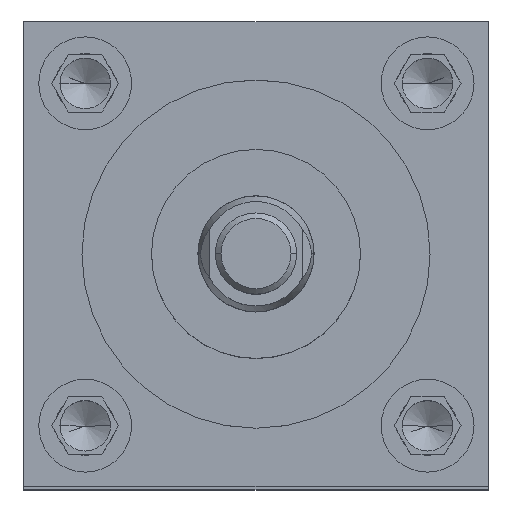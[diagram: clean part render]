
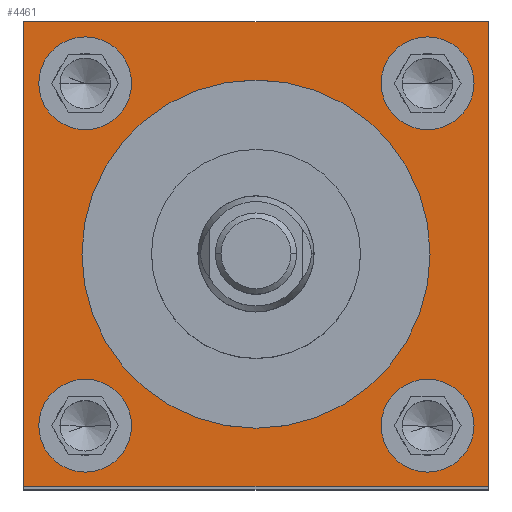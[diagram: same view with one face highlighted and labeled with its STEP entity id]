
A CAD part, top view. The second image highlights one B-rep face of the part: STEP entity #4461.
In plain terms, the highlighted planar face has unit normal (0, 0, 1).
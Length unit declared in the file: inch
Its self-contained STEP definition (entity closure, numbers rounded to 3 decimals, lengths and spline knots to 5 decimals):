
#43 = EDGE_CURVE ( 'NONE', #3245, #6058, #3021, .T. ) ;
#74 = CIRCLE ( 'NONE', #1319, 0.25 ) ;
#130 = AXIS2_PLACEMENT_3D ( 'NONE', #5169, #4633, #1485 ) ;
#133 = LINE ( 'NONE', #1295, #3887 ) ;
#149 = CARTESIAN_POINT ( 'NONE',  ( -0.67, 0.92, 11.625 ) ) ;
#202 = DIRECTION ( 'NONE',  ( 0., 0., 1. ) ) ;
#296 = FACE_OUTER_BOUND ( 'NONE', #3445, .T. ) ;
#310 = CARTESIAN_POINT ( 'NONE',  ( 0., 0., 11.625 ) ) ;
#334 = AXIS2_PLACEMENT_3D ( 'NONE', #2492, #6280, #5759 ) ;
#348 = AXIS2_PLACEMENT_3D ( 'NONE', #6122, #651, #6579 ) ;
#393 = FACE_BOUND ( 'NONE', #4210, .T. ) ;
#475 = DIRECTION ( 'NONE',  ( 1., 0., 0. ) ) ;
#623 = DIRECTION ( 'NONE',  ( 1., 0., 0. ) ) ;
#651 = DIRECTION ( 'NONE',  ( 0., 0., 1. ) ) ;
#656 = CARTESIAN_POINT ( 'NONE',  ( -0.67, -0.924, 11.625 ) ) ;
#657 = CARTESIAN_POINT ( 'NONE',  ( -1.17, -0.924, 11.625 ) ) ;
#738 = CARTESIAN_POINT ( 'NONE',  ( -1.17, 0.92, 11.625 ) ) ;
#767 = VERTEX_POINT ( 'NONE', #5876 ) ;
#878 = ORIENTED_EDGE ( 'NONE', *, *, #1246, .F. ) ;
#912 = EDGE_CURVE ( 'NONE', #7027, #4902, #2153, .T. ) ;
#1006 = CARTESIAN_POINT ( 'NONE',  ( 1.174, 0.92, 11.625 ) ) ;
#1094 = EDGE_CURVE ( 'NONE', #4713, #1719, #5678, .T. ) ;
#1230 = AXIS2_PLACEMENT_3D ( 'NONE', #3345, #202, #6199 ) ;
#1246 = EDGE_CURVE ( 'NONE', #767, #3072, #74, .T. ) ;
#1295 = CARTESIAN_POINT ( 'NONE',  ( -1.25, -1.25, 11.625 ) ) ;
#1319 = AXIS2_PLACEMENT_3D ( 'NONE', #2034, #3702, #4783 ) ;
#1390 = VERTEX_POINT ( 'NONE', #1588 ) ;
#1431 = ORIENTED_EDGE ( 'NONE', *, *, #2781, .T. ) ;
#1447 = FACE_BOUND ( 'NONE', #4836, .T. ) ;
#1481 = CIRCLE ( 'NONE', #2860, 0.25 ) ;
#1485 = DIRECTION ( 'NONE',  ( 1., 0., 0. ) ) ;
#1513 = VERTEX_POINT ( 'NONE', #738 ) ;
#1588 = CARTESIAN_POINT ( 'NONE',  ( -0.9375, 0., 11.625 ) ) ;
#1593 = DIRECTION ( 'NONE',  ( 1., 0., 0. ) ) ;
#1613 = DIRECTION ( 'NONE',  ( 0., 0., 1. ) ) ;
#1667 = ORIENTED_EDGE ( 'NONE', *, *, #3231, .F. ) ;
#1719 = VERTEX_POINT ( 'NONE', #2371 ) ;
#1727 = DIRECTION ( 'NONE',  ( 0., -1., 0. ) ) ;
#1880 = VECTOR ( 'NONE', #5707, 39.37008 ) ;
#1881 = CIRCLE ( 'NONE', #2450, 0.25 ) ;
#1982 = VERTEX_POINT ( 'NONE', #2714 ) ;
#2034 = CARTESIAN_POINT ( 'NONE',  ( 0.924, 0.92, 11.625 ) ) ;
#2088 = CARTESIAN_POINT ( 'NONE',  ( -0.92, 0.92, 11.625 ) ) ;
#2153 = LINE ( 'NONE', #4327, #6996 ) ;
#2165 = ORIENTED_EDGE ( 'NONE', *, *, #6713, .F. ) ;
#2205 = ORIENTED_EDGE ( 'NONE', *, *, #3577, .F. ) ;
#2314 = VERTEX_POINT ( 'NONE', #149 ) ;
#2371 = CARTESIAN_POINT ( 'NONE',  ( -1.25, 1.25, 11.625 ) ) ;
#2429 = DIRECTION ( 'NONE',  ( -1., 0., 0. ) ) ;
#2435 = ORIENTED_EDGE ( 'NONE', *, *, #5026, .F. ) ;
#2450 = AXIS2_PLACEMENT_3D ( 'NONE', #3343, #5071, #4502 ) ;
#2458 = FACE_BOUND ( 'NONE', #2533, .T. ) ;
#2492 = CARTESIAN_POINT ( 'NONE',  ( 0.924, -0.924, 11.625 ) ) ;
#2493 = DIRECTION ( 'NONE',  ( 0., 0., -1. ) ) ;
#2518 = CARTESIAN_POINT ( 'NONE',  ( 1.25, -1.25, 11.625 ) ) ;
#2533 = EDGE_LOOP ( 'NONE', ( #1667, #2165 ) ) ;
#2596 = CIRCLE ( 'NONE', #334, 0.25 ) ;
#2624 = ORIENTED_EDGE ( 'NONE', *, *, #912, .T. ) ;
#2714 = CARTESIAN_POINT ( 'NONE',  ( 0.674, -0.924, 11.625 ) ) ;
#2741 = ORIENTED_EDGE ( 'NONE', *, *, #6282, .T. ) ;
#2781 = EDGE_CURVE ( 'NONE', #1719, #7027, #133, .T. ) ;
#2860 = AXIS2_PLACEMENT_3D ( 'NONE', #2088, #3189, #1593 ) ;
#3021 = CIRCLE ( 'NONE', #6993, 0.25 ) ;
#3072 = VERTEX_POINT ( 'NONE', #1006 ) ;
#3189 = DIRECTION ( 'NONE',  ( 0., 0., 1. ) ) ;
#3231 = EDGE_CURVE ( 'NONE', #6291, #1982, #1881, .T. ) ;
#3245 = VERTEX_POINT ( 'NONE', #657 ) ;
#3343 = CARTESIAN_POINT ( 'NONE',  ( 0.924, -0.924, 11.625 ) ) ;
#3345 = CARTESIAN_POINT ( 'NONE',  ( 0.924, 0.92, 11.625 ) ) ;
#3375 = CIRCLE ( 'NONE', #4072, 0.9375 ) ;
#3386 = CIRCLE ( 'NONE', #1230, 0.25 ) ;
#3388 = VECTOR ( 'NONE', #6964, 39.37008 ) ;
#3442 = CARTESIAN_POINT ( 'NONE',  ( 1.25, 1.25, 11.625 ) ) ;
#3445 = EDGE_LOOP ( 'NONE', ( #1431, #2624, #2741, #5581 ) ) ;
#3577 = EDGE_CURVE ( 'NONE', #5228, #1390, #3904, .T. ) ;
#3591 = CARTESIAN_POINT ( 'NONE',  ( -1.25, 1.25, 11.625 ) ) ;
#3642 = AXIS2_PLACEMENT_3D ( 'NONE', #3591, #2493, #2429 ) ;
#3664 = CARTESIAN_POINT ( 'NONE',  ( 1.174, -0.924, 11.625 ) ) ;
#3702 = DIRECTION ( 'NONE',  ( 0., 0., 1. ) ) ;
#3840 = EDGE_CURVE ( 'NONE', #3072, #767, #3386, .T. ) ;
#3887 = VECTOR ( 'NONE', #1727, 39.37008 ) ;
#3904 = CIRCLE ( 'NONE', #5725, 0.9375 ) ;
#4003 = CARTESIAN_POINT ( 'NONE',  ( -1.25, 1.25, 11.625 ) ) ;
#4004 = EDGE_LOOP ( 'NONE', ( #5823, #5816 ) ) ;
#4072 = AXIS2_PLACEMENT_3D ( 'NONE', #5974, #1613, #5457 ) ;
#4210 = EDGE_LOOP ( 'NONE', ( #4908, #878 ) ) ;
#4211 = EDGE_LOOP ( 'NONE', ( #2435, #6209 ) ) ;
#4327 = CARTESIAN_POINT ( 'NONE',  ( -1.25, -1.25, 11.625 ) ) ;
#4358 = EDGE_CURVE ( 'NONE', #1513, #2314, #6705, .T. ) ;
#4421 = EDGE_CURVE ( 'NONE', #6058, #3245, #4787, .T. ) ;
#4461 = ADVANCED_FACE ( 'NONE', ( #2458, #393, #5200, #5140, #1447, #296 ), #6283, .F. ) ;
#4502 = DIRECTION ( 'NONE',  ( 1., 0., 0. ) ) ;
#4633 = DIRECTION ( 'NONE',  ( 0., 0., 1. ) ) ;
#4713 = VERTEX_POINT ( 'NONE', #3442 ) ;
#4777 = CARTESIAN_POINT ( 'NONE',  ( 1.25, -1.25, 11.625 ) ) ;
#4783 = DIRECTION ( 'NONE',  ( 1., 0., 0. ) ) ;
#4787 = CIRCLE ( 'NONE', #130, 0.25 ) ;
#4836 = EDGE_LOOP ( 'NONE', ( #2205, #5295 ) ) ;
#4902 = VERTEX_POINT ( 'NONE', #2518 ) ;
#4908 = ORIENTED_EDGE ( 'NONE', *, *, #3840, .F. ) ;
#4979 = DIRECTION ( 'NONE',  ( 0., 0., 1. ) ) ;
#5026 = EDGE_CURVE ( 'NONE', #2314, #1513, #1481, .T. ) ;
#5071 = DIRECTION ( 'NONE',  ( 0., 0., 1. ) ) ;
#5123 = CARTESIAN_POINT ( 'NONE',  ( 0.9375, 0., 11.625 ) ) ;
#5140 = FACE_BOUND ( 'NONE', #4211, .T. ) ;
#5162 = CARTESIAN_POINT ( 'NONE',  ( -1.25, -1.25, 11.625 ) ) ;
#5169 = CARTESIAN_POINT ( 'NONE',  ( -0.92, -0.924, 11.625 ) ) ;
#5184 = DIRECTION ( 'NONE',  ( 1., 0., 0. ) ) ;
#5200 = FACE_BOUND ( 'NONE', #4004, .T. ) ;
#5228 = VERTEX_POINT ( 'NONE', #5123 ) ;
#5295 = ORIENTED_EDGE ( 'NONE', *, *, #5927, .F. ) ;
#5457 = DIRECTION ( 'NONE',  ( 1., 0., 0. ) ) ;
#5581 = ORIENTED_EDGE ( 'NONE', *, *, #1094, .T. ) ;
#5678 = LINE ( 'NONE', #4003, #1880 ) ;
#5707 = DIRECTION ( 'NONE',  ( -1., 0., 0. ) ) ;
#5712 = DIRECTION ( 'NONE',  ( 0., 0., 1. ) ) ;
#5725 = AXIS2_PLACEMENT_3D ( 'NONE', #310, #5712, #5184 ) ;
#5759 = DIRECTION ( 'NONE',  ( 1., 0., 0. ) ) ;
#5816 = ORIENTED_EDGE ( 'NONE', *, *, #43, .F. ) ;
#5823 = ORIENTED_EDGE ( 'NONE', *, *, #4421, .F. ) ;
#5876 = CARTESIAN_POINT ( 'NONE',  ( 0.674, 0.92, 11.625 ) ) ;
#5927 = EDGE_CURVE ( 'NONE', #1390, #5228, #3375, .T. ) ;
#5974 = CARTESIAN_POINT ( 'NONE',  ( 0., 0., 11.625 ) ) ;
#6058 = VERTEX_POINT ( 'NONE', #656 ) ;
#6122 = CARTESIAN_POINT ( 'NONE',  ( -0.92, 0.92, 11.625 ) ) ;
#6199 = DIRECTION ( 'NONE',  ( 1., 0., 0. ) ) ;
#6209 = ORIENTED_EDGE ( 'NONE', *, *, #4358, .F. ) ;
#6280 = DIRECTION ( 'NONE',  ( 0., 0., 1. ) ) ;
#6282 = EDGE_CURVE ( 'NONE', #4902, #4713, #6433, .T. ) ;
#6283 = PLANE ( 'NONE',  #3642 ) ;
#6291 = VERTEX_POINT ( 'NONE', #3664 ) ;
#6433 = LINE ( 'NONE', #4777, #3388 ) ;
#6572 = CARTESIAN_POINT ( 'NONE',  ( -0.92, -0.924, 11.625 ) ) ;
#6579 = DIRECTION ( 'NONE',  ( 1., 0., 0. ) ) ;
#6705 = CIRCLE ( 'NONE', #348, 0.25 ) ;
#6713 = EDGE_CURVE ( 'NONE', #1982, #6291, #2596, .T. ) ;
#6964 = DIRECTION ( 'NONE',  ( 0., 1., 0. ) ) ;
#6993 = AXIS2_PLACEMENT_3D ( 'NONE', #6572, #4979, #475 ) ;
#6996 = VECTOR ( 'NONE', #623, 39.37008 ) ;
#7027 = VERTEX_POINT ( 'NONE', #5162 ) ;
